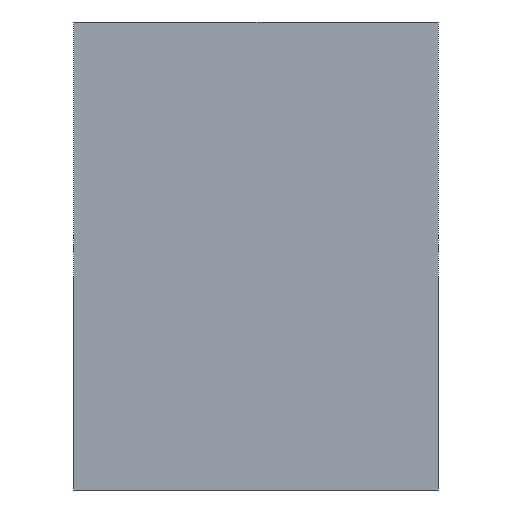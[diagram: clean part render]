
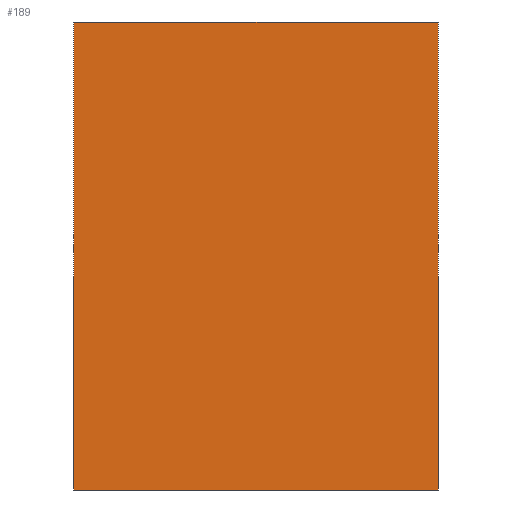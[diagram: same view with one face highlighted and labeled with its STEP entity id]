
A CAD part, front view. The second image highlights one B-rep face of the part: STEP entity #189.
In plain terms, the highlighted planar face has unit normal (0, -1, 0).
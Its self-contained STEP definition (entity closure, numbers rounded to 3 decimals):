
#23=FACE_OUTER_BOUND('',#33,.T.);
#33=EDGE_LOOP('',(#159,#160,#161,#162));
#38=LINE('',#258,#62);
#42=LINE('',#267,#66);
#51=LINE('',#285,#75);
#58=LINE('',#298,#82);
#62=VECTOR('',#210,10.);
#66=VECTOR('',#218,10.);
#75=VECTOR('',#231,10.);
#82=VECTOR('',#246,10.);
#84=VERTEX_POINT('',#252);
#86=VERTEX_POINT('',#256);
#89=VERTEX_POINT('',#266);
#96=VERTEX_POINT('',#284);
#102=EDGE_CURVE('',#84,#86,#38,.T.);
#106=EDGE_CURVE('',#84,#89,#42,.T.);
#115=EDGE_CURVE('',#89,#96,#51,.T.);
#122=EDGE_CURVE('',#86,#96,#58,.T.);
#159=ORIENTED_EDGE('',*,*,#102,.T.);
#160=ORIENTED_EDGE('',*,*,#122,.T.);
#161=ORIENTED_EDGE('',*,*,#115,.F.);
#162=ORIENTED_EDGE('',*,*,#106,.F.);
#179=PLANE('',#201);
#189=ADVANCED_FACE('',(#23),#179,.T.);
#201=AXIS2_PLACEMENT_3D('',#297,#244,#245);
#210=DIRECTION('',(-1.,0.,0.));
#218=DIRECTION('',(0.,0.,-1.));
#231=DIRECTION('',(-1.,0.,0.));
#244=DIRECTION('center_axis',(0.,-1.,0.));
#245=DIRECTION('ref_axis',(0.,0.,-1.));
#246=DIRECTION('',(0.,0.,-1.));
#252=CARTESIAN_POINT('',(3.,-9.435,-1.2));
#256=CARTESIAN_POINT('',(-3.,-9.435,-1.2));
#258=CARTESIAN_POINT('',(-1.5,-9.435,-1.2));
#266=CARTESIAN_POINT('',(3.,-9.435,-8.9));
#267=CARTESIAN_POINT('',(3.,-9.435,-5.4));
#284=CARTESIAN_POINT('',(-3.,-9.435,-8.9));
#285=CARTESIAN_POINT('',(-3.,-9.435,-8.9));
#297=CARTESIAN_POINT('Origin',(0.,-9.435,-3.15));
#298=CARTESIAN_POINT('',(-3.,-9.435,-5.4));
